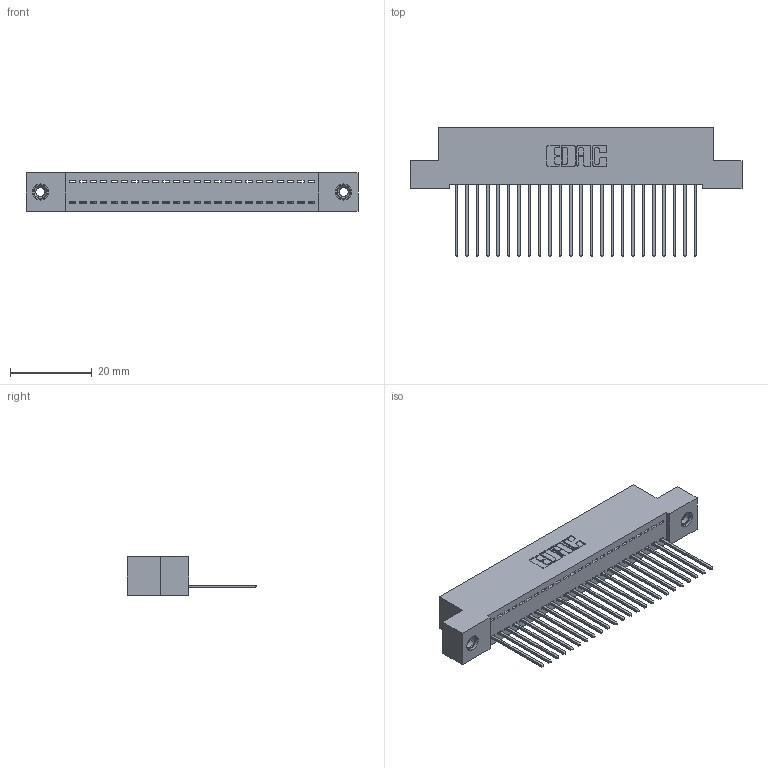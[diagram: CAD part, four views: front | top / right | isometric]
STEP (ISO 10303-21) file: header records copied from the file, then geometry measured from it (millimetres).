
FILE_DESCRIPTION (( 'STEP AP203' ), '1' );
FILE_NAME ('392-024-542-108.STEP', '2018-08-15T14:11:27', ( '' ), ( '' ), 'SwSTEP 2.0', 'SolidWorks 2016', '' );
FILE_SCHEMA (( 'CONFIG_CONTROL_DESIGN' ));
Length unit declared in the file: inch
Products named in the file (4): 342 Part_TI; 345-292-001_345-293-142; 345-250-001_345-250-003-102; 392-024-542-108
Assembly tree (27 placements, depth 2):
  392-024-542-108
    342 Part_TI
    345-292-001_345-293-142  x24
    345-250-001_345-250-003-102  x2
Bounding box: 81.28 x 31.63 x 9.4 mm (x, y, z)
Volume: 7108 mm3; surface area: 10445.2 mm2
Topology: 27 solids, 27 shells, 1562 faces, 4659 edges, 3066 vertices
Faces by surface type: plane 1106, cylinder 440, cone 12, torus 4
Entity records: 18072 total; most frequent: CARTESIAN_POINT 3101, ORIENTED_EDGE 3054, DIRECTION 2685, EDGE_CURVE 1527, LINE 1379, VECTOR 1379, VERTEX_POINT 1012, AXIS2_PLACEMENT_3D 653
